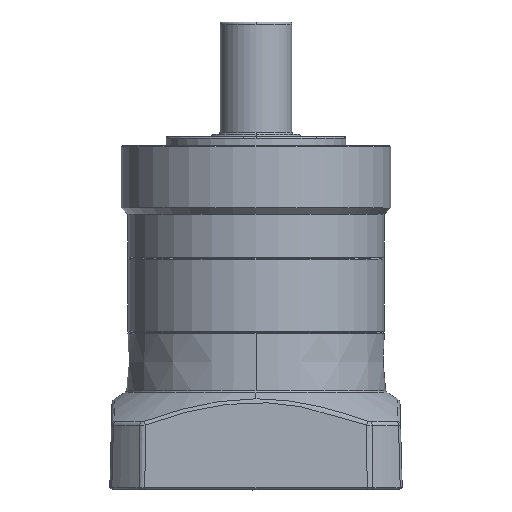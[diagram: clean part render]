
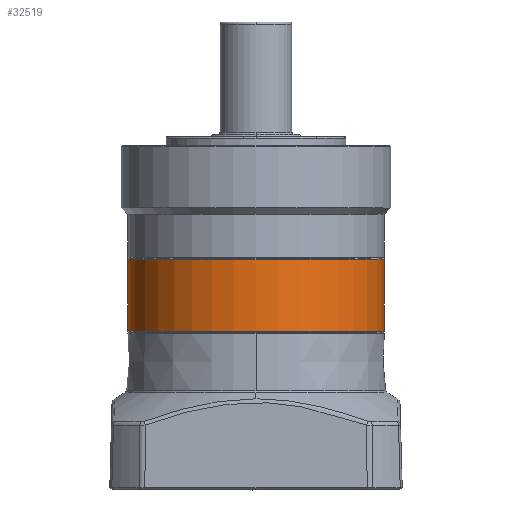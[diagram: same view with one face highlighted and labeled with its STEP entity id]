
A CAD part, front view. The second image highlights one B-rep face of the part: STEP entity #32519.
In plain terms, the highlighted cylindrical face has radius 57 mm (diameter 114 mm), a partial arc.
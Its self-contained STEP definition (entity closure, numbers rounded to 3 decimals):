
#381 = DIRECTION ( 'NONE',  ( 0., -1., 0. ) ) ;
#393 = DIRECTION ( 'NONE',  ( 0., 0., 1. ) ) ;
#441 = CARTESIAN_POINT ( 'NONE',  ( 0., 0., 32.5 ) ) ;
#1019 = VECTOR ( 'NONE', #41962, 1000. ) ;
#4347 = ORIENTED_EDGE ( 'NONE', *, *, #22752, .F. ) ;
#5692 = ORIENTED_EDGE ( 'NONE', *, *, #17341, .F. ) ;
#5909 = EDGE_CURVE ( 'NONE', #19898, #11776, #19932, .T. ) ;
#10931 = AXIS2_PLACEMENT_3D ( 'NONE', #441, #393, #381 ) ;
#11776 = VERTEX_POINT ( 'NONE', #42868 ) ;
#14059 = ORIENTED_EDGE ( 'NONE', *, *, #20857, .F. ) ;
#17341 = EDGE_CURVE ( 'NONE', #19898, #24532, #31654, .T. ) ;
#17663 = EDGE_LOOP ( 'NONE', ( #4347, #14059, #5692, #37665, #30626 ) ) ;
#19709 = DIRECTION ( 'NONE',  ( -1., 0., 0. ) ) ;
#19898 = VERTEX_POINT ( 'NONE', #43567 ) ;
#19926 = CARTESIAN_POINT ( 'NONE',  ( 0., 0., 33. ) ) ;
#19932 = LINE ( 'NONE', #44877, #34074 ) ;
#20189 = DIRECTION ( 'NONE',  ( 0., 0., -1. ) ) ;
#20661 = AXIS2_PLACEMENT_3D ( 'NONE', #38554, #38526, #38518 ) ;
#20726 = VERTEX_POINT ( 'NONE', #41071 ) ;
#20857 = EDGE_CURVE ( 'NONE', #24532, #21020, #30324, .T. ) ;
#21020 = VERTEX_POINT ( 'NONE', #36421 ) ;
#22175 = AXIS2_PLACEMENT_3D ( 'NONE', #36849, #36795, #36764 ) ;
#22752 = EDGE_CURVE ( 'NONE', #21020, #20726, #35849, .T. ) ;
#24532 = VERTEX_POINT ( 'NONE', #33219 ) ;
#27143 = CYLINDRICAL_SURFACE ( 'NONE', #32439, 57. ) ;
#28004 = FACE_OUTER_BOUND ( 'NONE', #17663, .T. ) ;
#30324 = CIRCLE ( 'NONE', #20661, 57. ) ;
#30626 = ORIENTED_EDGE ( 'NONE', *, *, #31780, .T. ) ;
#31654 = CIRCLE ( 'NONE', #10931, 57. ) ;
#31780 = EDGE_CURVE ( 'NONE', #11776, #20726, #41049, .T. ) ;
#32439 = AXIS2_PLACEMENT_3D ( 'NONE', #19926, #20189, #19709 ) ;
#32519 = ADVANCED_FACE ( 'NONE', ( #28004 ), #27143, .T. ) ;
#33219 = CARTESIAN_POINT ( 'NONE',  ( 0., -57., 32.5 ) ) ;
#34074 = VECTOR ( 'NONE', #44747, 1000. ) ;
#35849 = LINE ( 'NONE', #42018, #1019 ) ;
#36421 = CARTESIAN_POINT ( 'NONE',  ( 57., 0., 32.5 ) ) ;
#36764 = DIRECTION ( 'NONE',  ( -1., 0., 0. ) ) ;
#36795 = DIRECTION ( 'NONE',  ( 0., 0., 1. ) ) ;
#36849 = CARTESIAN_POINT ( 'NONE',  ( 0., 0., 0.5 ) ) ;
#37665 = ORIENTED_EDGE ( 'NONE', *, *, #5909, .T. ) ;
#38518 = DIRECTION ( 'NONE',  ( 0., -1., 0. ) ) ;
#38526 = DIRECTION ( 'NONE',  ( 0., 0., 1. ) ) ;
#38554 = CARTESIAN_POINT ( 'NONE',  ( 0., 0., 32.5 ) ) ;
#41049 = CIRCLE ( 'NONE', #22175, 57. ) ;
#41071 = CARTESIAN_POINT ( 'NONE',  ( 57., 0., 0.5 ) ) ;
#41962 = DIRECTION ( 'NONE',  ( 0., 0., -1. ) ) ;
#42018 = CARTESIAN_POINT ( 'NONE',  ( 57., 0., 33. ) ) ;
#42868 = CARTESIAN_POINT ( 'NONE',  ( -57., 0., 0.5 ) ) ;
#43567 = CARTESIAN_POINT ( 'NONE',  ( -57., 0., 32.5 ) ) ;
#44747 = DIRECTION ( 'NONE',  ( 0., 0., -1. ) ) ;
#44877 = CARTESIAN_POINT ( 'NONE',  ( -57., 0., 33. ) ) ;
